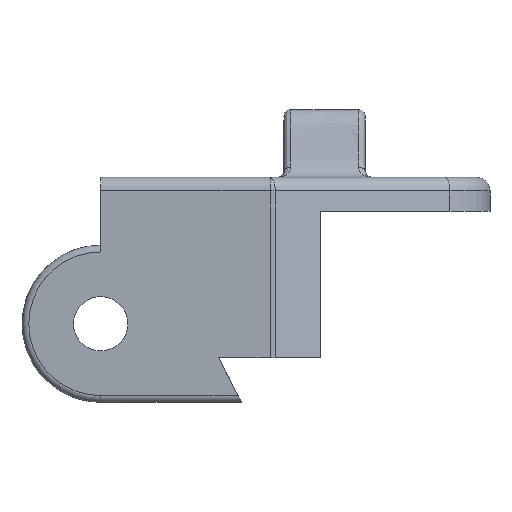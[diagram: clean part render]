
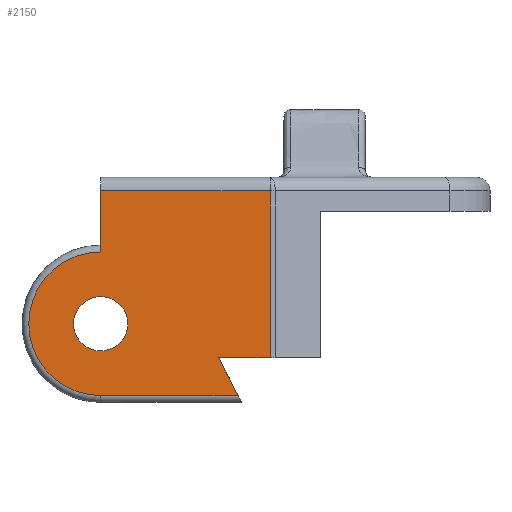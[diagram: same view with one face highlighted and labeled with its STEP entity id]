
A CAD part, front view. The second image highlights one B-rep face of the part: STEP entity #2150.
In plain terms, the highlighted planar face has unit normal (0, -1, 0).
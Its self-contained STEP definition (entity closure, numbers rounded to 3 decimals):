
#412=DIRECTION('',(0.,0.,-1.));
#413=VECTOR('',#412,4.5);
#414=CARTESIAN_POINT('',(-24.026,-9.6,1.5));
#415=LINE('',#414,#413);
#541=CARTESIAN_POINT('',(-24.026,-9.6,-8.3));
#542=DIRECTION('',(0.,1.,0.));
#543=DIRECTION('',(1.,0.,0.));
#544=AXIS2_PLACEMENT_3D('',#541,#542,#543);
#546=CARTESIAN_POINT('',(-24.026,-9.6,-8.3));
#547=DIRECTION('',(0.,1.,0.));
#548=DIRECTION('',(-1.,0.,0.));
#549=AXIS2_PLACEMENT_3D('',#546,#547,#548);
#551=DIRECTION('',(0.,0.,-1.));
#552=VECTOR('',#551,12.3);
#553=CARTESIAN_POINT('',(-11.519,-9.6,1.5));
#554=LINE('',#553,#552);
#555=DIRECTION('',(-1.,0.,0.));
#556=VECTOR('',#555,3.807);
#557=CARTESIAN_POINT('',(-11.519,-9.6,-10.8));
#558=LINE('',#557,#556);
#559=DIRECTION('',(0.458,0.,-0.889));
#560=VECTOR('',#559,3.149);
#561=CARTESIAN_POINT('',(-15.326,-9.6,-10.8));
#562=LINE('',#561,#560);
#563=DIRECTION('',(1.,0.,0.));
#564=VECTOR('',#563,10.141);
#565=CARTESIAN_POINT('',(-24.026,-9.6,-13.6));
#566=LINE('',#565,#564);
#567=CARTESIAN_POINT('',(-24.026,-9.6,-8.3));
#568=DIRECTION('',(0.,-1.,0.));
#569=DIRECTION('',(0.,0.,1.));
#570=AXIS2_PLACEMENT_3D('',#567,#568,#569);
#572=DIRECTION('',(1.,0.,0.));
#573=VECTOR('',#572,12.507);
#574=CARTESIAN_POINT('',(-24.026,-9.6,1.5));
#575=LINE('',#574,#573);
#576=CARTESIAN_POINT('',(-13.885,-9.6,-13.6));
#1363=CARTESIAN_POINT('',(-22.026,-9.6,-8.3));
#1364=CARTESIAN_POINT('',(-26.026,-9.6,-8.3));
#1365=VERTEX_POINT('',#1363);
#1366=VERTEX_POINT('',#1364);
#1373=CARTESIAN_POINT('',(-15.326,-9.6,-10.8));
#1374=VERTEX_POINT('',#1373);
#1404=CARTESIAN_POINT('',(-24.026,-9.6,1.5));
#1406=VERTEX_POINT('',#1404);
#1412=VERTEX_POINT('',#576);
#1416=CARTESIAN_POINT('',(-24.026,-9.6,-13.6));
#1417=VERTEX_POINT('',#1416);
#1418=CARTESIAN_POINT('',(-24.026,-9.6,-3.));
#1419=VERTEX_POINT('',#1418);
#1472=CARTESIAN_POINT('',(-11.519,-9.6,-10.8));
#1474=VERTEX_POINT('',#1472);
#1475=CARTESIAN_POINT('',(-11.519,-9.6,1.5));
#1476=VERTEX_POINT('',#1475);
#2128=CARTESIAN_POINT('',(-29.626,-9.6,-8.3));
#2129=DIRECTION('',(0.,-1.,0.));
#2130=DIRECTION('',(0.,0.,1.));
#2131=AXIS2_PLACEMENT_3D('',#2128,#2129,#2130);
#2132=PLANE('',#2131);
#2133=ORIENTED_EDGE('',*,*,#1743,.T.);
#2134=ORIENTED_EDGE('',*,*,#1764,.T.);
#2136=ORIENTED_EDGE('',*,*,#2135,.T.);
#2138=ORIENTED_EDGE('',*,*,#2137,.F.);
#2140=ORIENTED_EDGE('',*,*,#2139,.F.);
#2141=ORIENTED_EDGE('',*,*,#1964,.F.);
#2143=ORIENTED_EDGE('',*,*,#2142,.T.);
#2144=EDGE_LOOP('',(#2133,#2134,#2136,#2138,#2140,#2141,#2143));
#2145=FACE_OUTER_BOUND('',#2144,.F.);
#2146=ORIENTED_EDGE('',*,*,#2108,.F.);
#2147=ORIENTED_EDGE('',*,*,#2122,.F.);
#2148=EDGE_LOOP('',(#2146,#2147));
#2149=FACE_BOUND('',#2148,.F.);
#2150=ADVANCED_FACE('',(#2145,#2149),#2132,.T.);
#545=CIRCLE('',#544,2.);
#550=CIRCLE('',#549,2.);
#571=CIRCLE('',#570,5.3);
#1743=EDGE_CURVE('',#1476,#1474,#554,.T.);
#1764=EDGE_CURVE('',#1474,#1374,#558,.T.);
#1964=EDGE_CURVE('',#1406,#1419,#415,.T.);
#2108=EDGE_CURVE('',#1365,#1366,#545,.T.);
#2122=EDGE_CURVE('',#1366,#1365,#550,.T.);
#2135=EDGE_CURVE('',#1374,#1412,#562,.T.);
#2137=EDGE_CURVE('',#1417,#1412,#566,.T.);
#2139=EDGE_CURVE('',#1419,#1417,#571,.T.);
#2142=EDGE_CURVE('',#1406,#1476,#575,.T.);
